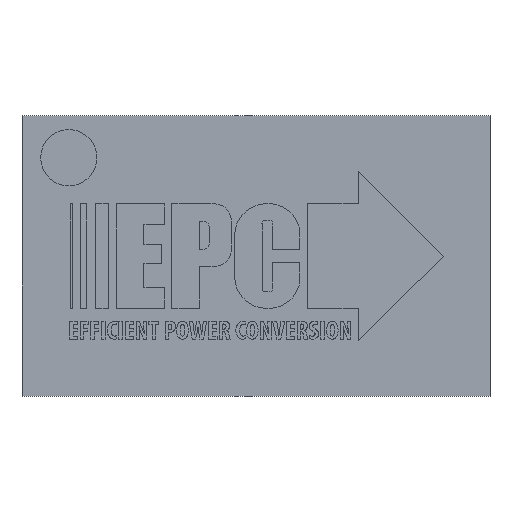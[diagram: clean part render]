
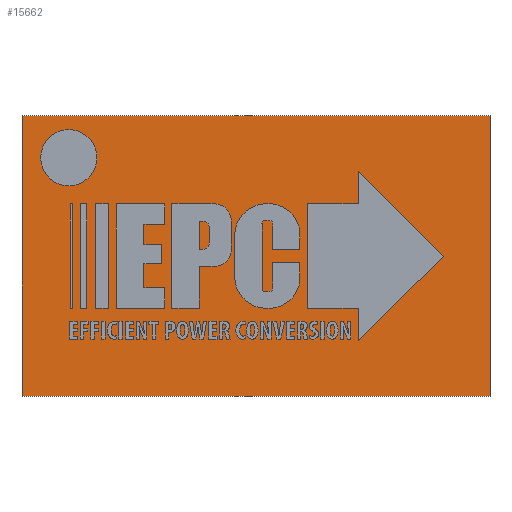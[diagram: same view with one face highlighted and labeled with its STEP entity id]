
A CAD part, top view. The second image highlights one B-rep face of the part: STEP entity #15662.
In plain terms, the highlighted planar face has unit normal (0, 0, 1).
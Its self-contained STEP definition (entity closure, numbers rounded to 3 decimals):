
#15533 = VERTEX_POINT('',#15534);
#15534 = CARTESIAN_POINT('',(1.25,-0.75,0.518));
#15540 = EDGE_CURVE('',#15533,#15541,#15543,.T.);
#15541 = VERTEX_POINT('',#15542);
#15542 = CARTESIAN_POINT('',(-1.25,-0.75,0.518));
#15543 = LINE('',#15544,#15545);
#15544 = CARTESIAN_POINT('',(1.25,-0.75,0.518));
#15545 = VECTOR('',#15546,1.);
#15546 = DIRECTION('',(-1.,0.,0.));
#15571 = EDGE_CURVE('',#15541,#15572,#15574,.T.);
#15572 = VERTEX_POINT('',#15573);
#15573 = CARTESIAN_POINT('',(-1.25,0.75,0.518));
#15574 = LINE('',#15575,#15576);
#15575 = CARTESIAN_POINT('',(-1.25,-0.75,0.518));
#15576 = VECTOR('',#15577,1.);
#15577 = DIRECTION('',(0.,1.,0.));
#15602 = EDGE_CURVE('',#15572,#15603,#15605,.T.);
#15603 = VERTEX_POINT('',#15604);
#15604 = CARTESIAN_POINT('',(1.25,0.75,0.518));
#15605 = LINE('',#15606,#15607);
#15606 = CARTESIAN_POINT('',(-1.25,0.75,0.518));
#15607 = VECTOR('',#15608,1.);
#15608 = DIRECTION('',(1.,0.,0.));
#15633 = EDGE_CURVE('',#15603,#15533,#15634,.T.);
#15634 = LINE('',#15635,#15636);
#15635 = CARTESIAN_POINT('',(1.25,0.75,0.518));
#15636 = VECTOR('',#15637,1.);
#15637 = DIRECTION('',(0.,-1.,0.));
#15662 = ADVANCED_FACE('',(#15663),#15669,.T.);
#15663 = FACE_BOUND('',#15664,.F.);
#15664 = EDGE_LOOP('',(#15665,#15666,#15667,#15668));
#15665 = ORIENTED_EDGE('',*,*,#15540,.T.);
#15666 = ORIENTED_EDGE('',*,*,#15571,.T.);
#15667 = ORIENTED_EDGE('',*,*,#15602,.T.);
#15668 = ORIENTED_EDGE('',*,*,#15633,.T.);
#15669 = PLANE('',#15670);
#15670 = AXIS2_PLACEMENT_3D('',#15671,#15672,#15673);
#15671 = CARTESIAN_POINT('',(1.25,-0.75,0.518));
#15672 = DIRECTION('',(0.,0.,1.));
#15673 = DIRECTION('',(1.,0.,-0.));
